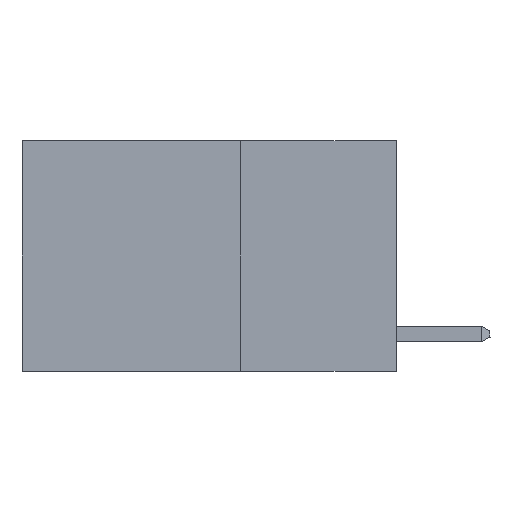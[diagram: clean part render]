
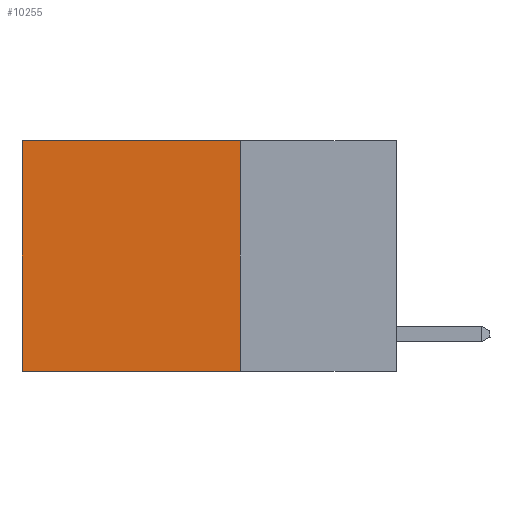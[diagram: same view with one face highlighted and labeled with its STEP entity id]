
A CAD part, left-side view. The second image highlights one B-rep face of the part: STEP entity #10255.
In plain terms, the highlighted planar face has unit normal (-1, 0, 0).
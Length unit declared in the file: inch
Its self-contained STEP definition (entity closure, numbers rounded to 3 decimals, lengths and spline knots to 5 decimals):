
#711 = VECTOR ( 'NONE', #6939, 39.37008 ) ;
#1067 = EDGE_CURVE ( 'NONE', #12931, #5533, #11448, .T. ) ;
#2516 = DIRECTION ( 'NONE',  ( 0., 0., -1. ) ) ;
#2826 = CARTESIAN_POINT ( 'NONE',  ( 0.2625, 0.6, 0. ) ) ;
#2907 = EDGE_CURVE ( 'NONE', #11721, #3402, #7871, .T. ) ;
#3359 = CARTESIAN_POINT ( 'NONE',  ( 0.2625, 0.25, 0. ) ) ;
#3402 = VERTEX_POINT ( 'NONE', #7584 ) ;
#3437 = LINE ( 'NONE', #3558, #5507 ) ;
#3444 = VECTOR ( 'NONE', #8060, 39.37008 ) ;
#3558 = CARTESIAN_POINT ( 'NONE',  ( 0.2625, 0.25, 0. ) ) ;
#3948 = DIRECTION ( 'NONE',  ( 1., 0., 0. ) ) ;
#4535 = CARTESIAN_POINT ( 'NONE',  ( 0.2625, 0.25, -0.37 ) ) ;
#4806 = EDGE_LOOP ( 'NONE', ( #7629, #7643, #7667, #7676 ) ) ;
#5507 = VECTOR ( 'NONE', #2516, 39.37008 ) ;
#5533 = VERTEX_POINT ( 'NONE', #9983 ) ;
#5952 = PLANE ( 'NONE',  #12349 ) ;
#6227 = VECTOR ( 'NONE', #8931, 39.37008 ) ;
#6939 = DIRECTION ( 'NONE',  ( 0., 1., 0. ) ) ;
#7016 = CARTESIAN_POINT ( 'NONE',  ( 0.2625, 0.25, 0. ) ) ;
#7584 = CARTESIAN_POINT ( 'NONE',  ( 0.2625, 0.6, -0.37 ) ) ;
#7629 = ORIENTED_EDGE ( 'NONE', *, *, #8344, .T. ) ;
#7643 = ORIENTED_EDGE ( 'NONE', *, *, #2907, .F. ) ;
#7667 = ORIENTED_EDGE ( 'NONE', *, *, #10551, .F. ) ;
#7676 = ORIENTED_EDGE ( 'NONE', *, *, #1067, .T. ) ;
#7871 = LINE ( 'NONE', #12795, #711 ) ;
#8060 = DIRECTION ( 'NONE',  ( 0., 1., 0. ) ) ;
#8344 = EDGE_CURVE ( 'NONE', #5533, #3402, #8941, .T. ) ;
#8931 = DIRECTION ( 'NONE',  ( 0., 0., -1. ) ) ;
#8941 = LINE ( 'NONE', #2826, #6227 ) ;
#9983 = CARTESIAN_POINT ( 'NONE',  ( 0.2625, 0.6, 0. ) ) ;
#10255 = ADVANCED_FACE ( 'NONE', ( #11746 ), #5952, .F. ) ;
#10551 = EDGE_CURVE ( 'NONE', #12931, #11721, #3437, .T. ) ;
#10630 = CARTESIAN_POINT ( 'NONE',  ( 0.2625, 0.25, 0. ) ) ;
#10984 = DIRECTION ( 'NONE',  ( 0., 0., -1. ) ) ;
#11448 = LINE ( 'NONE', #10630, #3444 ) ;
#11721 = VERTEX_POINT ( 'NONE', #4535 ) ;
#11746 = FACE_OUTER_BOUND ( 'NONE', #4806, .T. ) ;
#12349 = AXIS2_PLACEMENT_3D ( 'NONE', #7016, #3948, #10984 ) ;
#12795 = CARTESIAN_POINT ( 'NONE',  ( 0.2625, 0.25, -0.37 ) ) ;
#12931 = VERTEX_POINT ( 'NONE', #3359 ) ;
